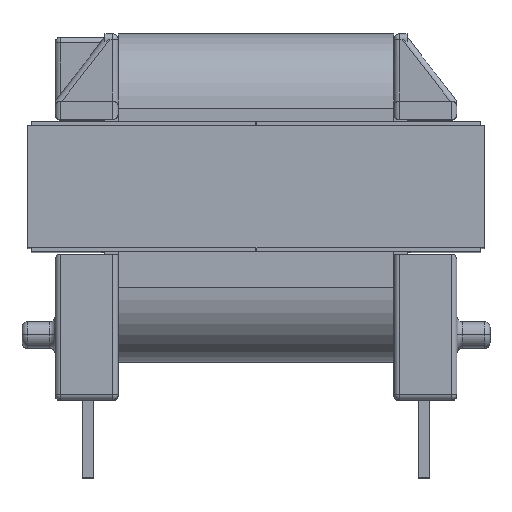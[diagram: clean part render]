
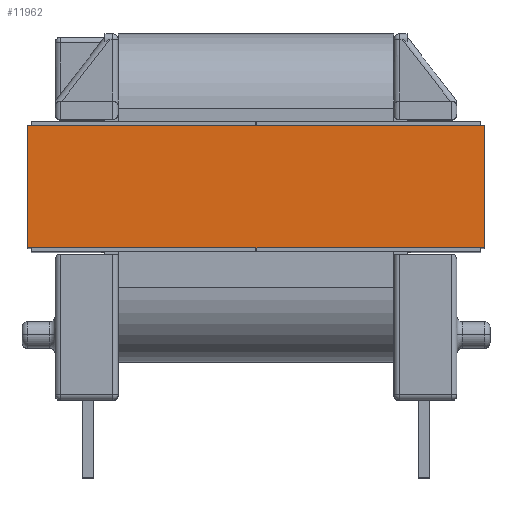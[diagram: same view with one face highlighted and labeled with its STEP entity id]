
A CAD part, top view. The second image highlights one B-rep face of the part: STEP entity #11962.
In plain terms, the highlighted face is planar.
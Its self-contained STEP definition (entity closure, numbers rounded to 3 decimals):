
#893 = CARTESIAN_POINT ( 'NONE',  ( -0.16, -20.96, 0. ) ) ;
#917 = EDGE_CURVE ( 'NONE', #16173, #15412, #7112, .T. ) ;
#1104 = DIRECTION ( 'NONE',  ( 0., 0., 1. ) ) ;
#2455 = DIRECTION ( 'NONE',  ( 1., 0., 0. ) ) ;
#3751 = VECTOR ( 'NONE', #11834, 1000. ) ;
#4537 = CARTESIAN_POINT ( 'NONE',  ( 20.56, -20.96, -5.54 ) ) ;
#5517 = ORIENTED_EDGE ( 'NONE', *, *, #10117, .F. ) ;
#5823 = DIRECTION ( 'NONE',  ( 1., 0., 0. ) ) ;
#6239 = LINE ( 'NONE', #17081, #11680 ) ;
#6455 = ORIENTED_EDGE ( 'NONE', *, *, #917, .T. ) ;
#7112 = LINE ( 'NONE', #11340, #8140 ) ;
#7130 = VECTOR ( 'NONE', #2455, 1000. ) ;
#7178 = DIRECTION ( 'NONE',  ( 0., 0., 1. ) ) ;
#7259 = CARTESIAN_POINT ( 'NONE',  ( -0.16, -20.96, -5.54 ) ) ;
#8140 = VECTOR ( 'NONE', #7178, 1000. ) ;
#8600 = CARTESIAN_POINT ( 'NONE',  ( 20.56, -20.96, 0. ) ) ;
#8607 = PLANE ( 'NONE',  #9361 ) ;
#8669 = DIRECTION ( 'NONE',  ( 0., -1., 0. ) ) ;
#9361 = AXIS2_PLACEMENT_3D ( 'NONE', #4537, #8669, #5823 ) ;
#9560 = VERTEX_POINT ( 'NONE', #893 ) ;
#10117 = EDGE_CURVE ( 'NONE', #14275, #9560, #6239, .T. ) ;
#10403 = FACE_OUTER_BOUND ( 'NONE', #12794, .T. ) ;
#10430 = CARTESIAN_POINT ( 'NONE',  ( 20.56, -20.96, 0. ) ) ;
#11340 = CARTESIAN_POINT ( 'NONE',  ( 20.56, -20.96, -5.54 ) ) ;
#11584 = ORIENTED_EDGE ( 'NONE', *, *, #16944, .F. ) ;
#11680 = VECTOR ( 'NONE', #1104, 1000. ) ;
#11834 = DIRECTION ( 'NONE',  ( 1., 0., 0. ) ) ;
#11962 = ADVANCED_FACE ( 'NONE', ( #10403 ), #8607, .T. ) ;
#12794 = EDGE_LOOP ( 'NONE', ( #11584, #5517, #16047, #6455 ) ) ;
#13167 = LINE ( 'NONE', #13241, #3751 ) ;
#13241 = CARTESIAN_POINT ( 'NONE',  ( 20.56, -20.96, -5.54 ) ) ;
#14275 = VERTEX_POINT ( 'NONE', #7259 ) ;
#15412 = VERTEX_POINT ( 'NONE', #8600 ) ;
#16047 = ORIENTED_EDGE ( 'NONE', *, *, #16903, .T. ) ;
#16147 = LINE ( 'NONE', #10430, #7130 ) ;
#16173 = VERTEX_POINT ( 'NONE', #16706 ) ;
#16706 = CARTESIAN_POINT ( 'NONE',  ( 20.56, -20.96, -5.54 ) ) ;
#16903 = EDGE_CURVE ( 'NONE', #14275, #16173, #13167, .T. ) ;
#16944 = EDGE_CURVE ( 'NONE', #9560, #15412, #16147, .T. ) ;
#17081 = CARTESIAN_POINT ( 'NONE',  ( -0.16, -20.96, -5.54 ) ) ;
